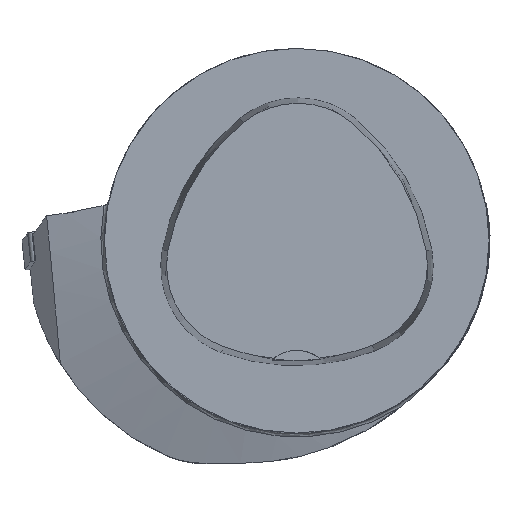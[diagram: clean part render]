
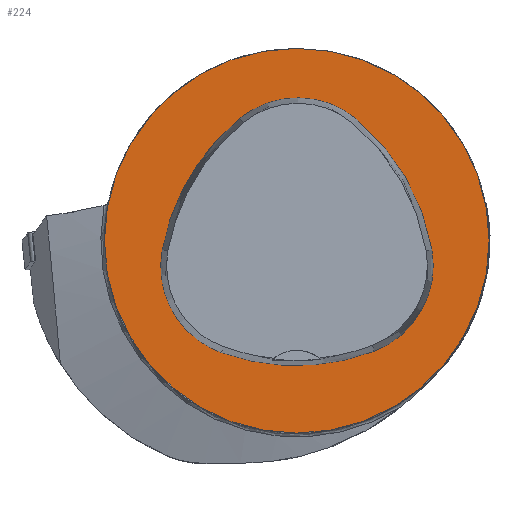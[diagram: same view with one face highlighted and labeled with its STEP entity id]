
A CAD part, top view. The second image highlights one B-rep face of the part: STEP entity #224.
In plain terms, the highlighted planar face has unit normal (0, 0, 1).
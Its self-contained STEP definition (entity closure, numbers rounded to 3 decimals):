
#224=ADVANCED_FACE('',(#440,#441),#269,.T.);
#269=PLANE('',#1258);
#440=FACE_BOUND('',#487,.T.);
#441=FACE_BOUND('',#488,.T.);
#487=EDGE_LOOP('',(#707,#708,#709,#710,#711,#712));
#488=EDGE_LOOP('',(#713));
#707=ORIENTED_EDGE('',*,*,#1032,.T.);
#708=ORIENTED_EDGE('',*,*,#1012,.T.);
#709=ORIENTED_EDGE('',*,*,#1016,.T.);
#710=ORIENTED_EDGE('',*,*,#1019,.T.);
#711=ORIENTED_EDGE('',*,*,#1022,.T.);
#712=ORIENTED_EDGE('',*,*,#1030,.T.);
#713=ORIENTED_EDGE('',*,*,#1003,.F.);
#881=VERTEX_POINT('',#1950);
#890=VERTEX_POINT('',#1969);
#891=VERTEX_POINT('',#1970);
#894=VERTEX_POINT('',#1978);
#896=VERTEX_POINT('',#1984);
#898=VERTEX_POINT('',#1990);
#905=VERTEX_POINT('',#2011);
#1003=EDGE_CURVE('',#881,#881,#1071,.T.);
#1012=EDGE_CURVE('',#890,#891,#1072,.T.);
#1016=EDGE_CURVE('',#891,#894,#1074,.T.);
#1019=EDGE_CURVE('',#894,#896,#1076,.T.);
#1022=EDGE_CURVE('',#896,#898,#1078,.T.);
#1030=EDGE_CURVE('',#898,#905,#1082,.T.);
#1032=EDGE_CURVE('',#905,#890,#1084,.T.);
#1071=CIRCLE('',#1230,31.5);
#1072=CIRCLE('',#1236,36.);
#1074=CIRCLE('',#1239,15.);
#1076=CIRCLE('',#1242,36.);
#1078=CIRCLE('',#1245,15.);
#1082=CIRCLE('',#1250,36.);
#1084=CIRCLE('',#1253,15.);
#1230=AXIS2_PLACEMENT_3D('',#1949,#1462,#1463);
#1236=AXIS2_PLACEMENT_3D('',#1968,#1478,#1479);
#1239=AXIS2_PLACEMENT_3D('',#1977,#1486,#1487);
#1242=AXIS2_PLACEMENT_3D('',#1983,#1493,#1494);
#1245=AXIS2_PLACEMENT_3D('',#1989,#1500,#1501);
#1250=AXIS2_PLACEMENT_3D('',#2012,#1512,#1513);
#1253=AXIS2_PLACEMENT_3D('',#2015,#1518,#1519);
#1258=AXIS2_PLACEMENT_3D('',#2020,#1528,#1529);
#1462=DIRECTION('',(0.,0.,-1.));
#1463=DIRECTION('',(-1.,0.,0.));
#1478=DIRECTION('',(0.,0.,-1.));
#1479=DIRECTION('',(-1.,0.,0.));
#1486=DIRECTION('',(0.,0.,-1.));
#1487=DIRECTION('',(-1.,0.,0.));
#1493=DIRECTION('',(0.,0.,-1.));
#1494=DIRECTION('',(-1.,0.,0.));
#1500=DIRECTION('',(0.,0.,-1.));
#1501=DIRECTION('',(-1.,0.,0.));
#1512=DIRECTION('',(0.,0.,-1.));
#1513=DIRECTION('',(-1.,0.,0.));
#1518=DIRECTION('',(0.,0.,-1.));
#1519=DIRECTION('',(-1.,0.,0.));
#1528=DIRECTION('',(0.,0.,1.));
#1529=DIRECTION('',(1.,0.,0.));
#1949=CARTESIAN_POINT('',(0.,0.,0.));
#1950=CARTESIAN_POINT('',(-31.5,0.,0.));
#1968=CARTESIAN_POINT('',(13.398,-7.893,0.));
#1969=CARTESIAN_POINT('',(-22.041,-1.562,0.));
#1970=CARTESIAN_POINT('',(-9.317,20.036,0.));
#1977=CARTESIAN_POINT('',(0.148,8.399,0.));
#1978=CARTESIAN_POINT('',(9.779,19.898,0.));
#1983=CARTESIAN_POINT('',(-13.337,-7.7,0.));
#1984=CARTESIAN_POINT('',(22.122,-1.48,0.));
#1989=CARTESIAN_POINT('',(7.347,-4.071,0.));
#1990=CARTESIAN_POINT('',(12.693,-18.087,0.));
#2011=CARTESIAN_POINT('',(-12.373,-18.307,0.));
#2012=CARTESIAN_POINT('',(-0.137,15.55,0.));
#2015=CARTESIAN_POINT('',(-7.275,-4.2,0.));
#2020=CARTESIAN_POINT('',(0.,0.,0.));
